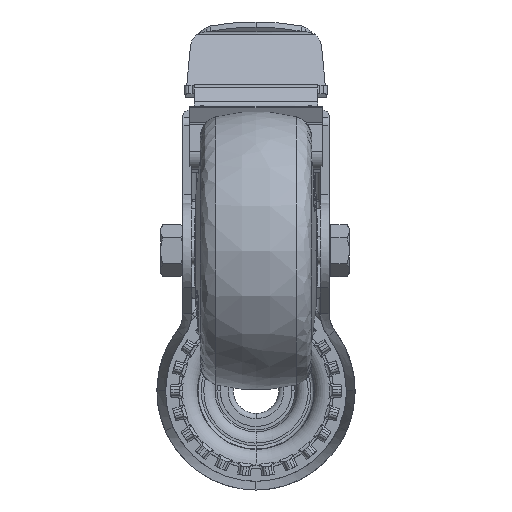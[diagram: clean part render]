
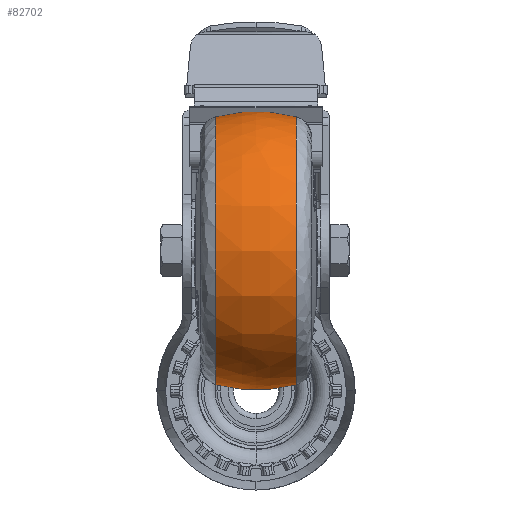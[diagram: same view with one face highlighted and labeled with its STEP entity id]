
A CAD part, front view. The second image highlights one B-rep face of the part: STEP entity #82702.
In plain terms, the highlighted free-form (B-spline) face has degree [3, 3] with [4, 4] control points.
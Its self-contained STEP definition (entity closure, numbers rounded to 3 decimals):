
#346 = CIRCLE ( 'NONE', #43087, 45. ) ;
#6317 = CARTESIAN_POINT ( 'NONE',  ( -3.934, 0., -40.513 ) ) ;
#9124 = ORIENTED_EDGE ( 'NONE', *, *, #73137, .T. ) ;
#9258 = EDGE_LOOP ( 'NONE', ( #9124, #64237, #69606, #98393 ) ) ;
#11374 = CARTESIAN_POINT ( 'NONE',  ( 0., 0., -5. ) ) ;
#11878 = CIRCLE ( 'NONE', #29903, 45. ) ;
#15343 = CARTESIAN_POINT ( 'NONE',  ( -3.934, -81.026, 40.513 ) ) ;
#17972 = CARTESIAN_POINT ( 'NONE',  ( 11.538, 0., 0. ) ) ;
#20466 = DIRECTION ( 'NONE',  ( 0., 0., 1. ) ) ;
#23105 = AXIS2_PLACEMENT_3D ( 'NONE', #17972, #80910, #27012 ) ;
#23537 = AXIS2_PLACEMENT_3D ( 'NONE', #93279, #39304, #102293 ) ;
#24401 = CARTESIAN_POINT ( 'NONE',  ( 3.934, 0., -40.513 ) ) ;
#27012 = DIRECTION ( 'NONE',  ( 0., 0., 1. ) ) ;
#29903 = AXIS2_PLACEMENT_3D ( 'NONE', #11374, #74361, #20466 ) ;
#31051 = CARTESIAN_POINT ( 'NONE',  ( 11.538, 0., 38.496 ) ) ;
#33395 = CARTESIAN_POINT ( 'NONE',  ( 3.934, -81.026, 40.513 ) ) ;
#35401 = CIRCLE ( 'NONE', #23537, 38.496 ) ;
#39304 = DIRECTION ( 'NONE',  ( 1., 0., 0. ) ) ;
#40664 = VERTEX_POINT ( 'NONE', #74987 ) ;
#42518 = CARTESIAN_POINT ( 'NONE',  ( 11.538, 0., -38.496 ) ) ;
#43087 = AXIS2_PLACEMENT_3D ( 'NONE', #51340, #114286, #60410 ) ;
#45015 = VERTEX_POINT ( 'NONE', #31051 ) ;
#49003 = EDGE_CURVE ( 'NONE', #90443, #45015, #11878, .T. ) ;
#51144 = CARTESIAN_POINT ( 'NONE',  ( -11.538, -76.991, -38.496 ) ) ;
#51340 = CARTESIAN_POINT ( 'NONE',  ( 0., 0., 5. ) ) ;
#51543 = CARTESIAN_POINT ( 'NONE',  ( 11.538, -76.991, 38.496 ) ) ;
#60223 = CARTESIAN_POINT ( 'NONE',  ( -11.538, 0., 38.496 ) ) ;
#60410 = DIRECTION ( 'NONE',  ( 0., 0., -1. ) ) ;
#64237 = ORIENTED_EDGE ( 'NONE', *, *, #109346, .T. ) ;
#69269 = CARTESIAN_POINT ( 'NONE',  ( -3.934, -81.026, -40.513 ) ) ;
#69606 = ORIENTED_EDGE ( 'NONE', *, *, #105581, .T. ) ;
#70576 =( BOUNDED_SURFACE ( )  B_SPLINE_SURFACE ( 3, 3, ( 
 ( #113316, #51144, #114088, #60223 ),
 ( #6317, #69269, #15343, #78284 ),
 ( #24401, #87405, #33395, #96461 ),
 ( #42518, #105464, #51543, #114486 ) ),
 .UNSPECIFIED., .F., .F., .F. ) 
 B_SPLINE_SURFACE_WITH_KNOTS ( ( 4, 4 ),
 ( 4, 4 ),
 ( 0., 1. ),
 ( 0., 1. ),
 .UNSPECIFIED. ) 
 GEOMETRIC_REPRESENTATION_ITEM ( )  RATIONAL_B_SPLINE_SURFACE ( (
 ( 1., 0.333, 0.333, 1.),
 ( 0.978, 0.326, 0.326, 0.978),
 ( 0.978, 0.326, 0.326, 0.978),
 ( 1., 0.333, 0.333, 1.) ) ) 
 REPRESENTATION_ITEM ( '' )  SURFACE ( )  );
#72177 = CARTESIAN_POINT ( 'NONE',  ( -11.538, 0., 38.496 ) ) ;
#73137 = EDGE_CURVE ( 'NONE', #90443, #40664, #35401, .T. ) ;
#74361 = DIRECTION ( 'NONE',  ( 0., 1., 0. ) ) ;
#74987 = CARTESIAN_POINT ( 'NONE',  ( -11.538, 0., -38.496 ) ) ;
#76475 = CARTESIAN_POINT ( 'NONE',  ( 11.538, 0., -38.496 ) ) ;
#78284 = CARTESIAN_POINT ( 'NONE',  ( -3.934, 0., 40.513 ) ) ;
#80910 = DIRECTION ( 'NONE',  ( -1., 0., 0. ) ) ;
#82702 = ADVANCED_FACE ( 'NONE', ( #92089 ), #70576, .T. ) ;
#87405 = CARTESIAN_POINT ( 'NONE',  ( 3.934, -81.026, -40.513 ) ) ;
#90443 = VERTEX_POINT ( 'NONE', #72177 ) ;
#92089 = FACE_OUTER_BOUND ( 'NONE', #9258, .T. ) ;
#93279 = CARTESIAN_POINT ( 'NONE',  ( -11.538, 0., 0. ) ) ;
#96461 = CARTESIAN_POINT ( 'NONE',  ( 3.934, 0., 40.513 ) ) ;
#96968 = VERTEX_POINT ( 'NONE', #76475 ) ;
#98393 = ORIENTED_EDGE ( 'NONE', *, *, #49003, .F. ) ;
#102293 = DIRECTION ( 'NONE',  ( 0., 0., 1. ) ) ;
#104428 = CIRCLE ( 'NONE', #23105, 38.496 ) ;
#105464 = CARTESIAN_POINT ( 'NONE',  ( 11.538, -76.991, -38.496 ) ) ;
#105581 = EDGE_CURVE ( 'NONE', #96968, #45015, #104428, .T. ) ;
#109346 = EDGE_CURVE ( 'NONE', #40664, #96968, #346, .T. ) ;
#113316 = CARTESIAN_POINT ( 'NONE',  ( -11.538, 0., -38.496 ) ) ;
#114088 = CARTESIAN_POINT ( 'NONE',  ( -11.538, -76.991, 38.496 ) ) ;
#114286 = DIRECTION ( 'NONE',  ( 0., -1., 0. ) ) ;
#114486 = CARTESIAN_POINT ( 'NONE',  ( 11.538, 0., 38.496 ) ) ;
